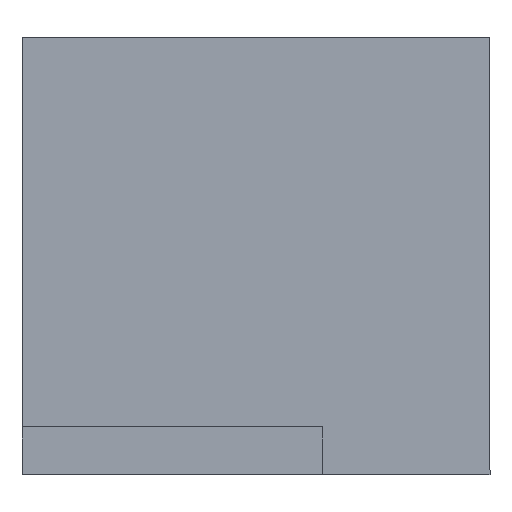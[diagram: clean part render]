
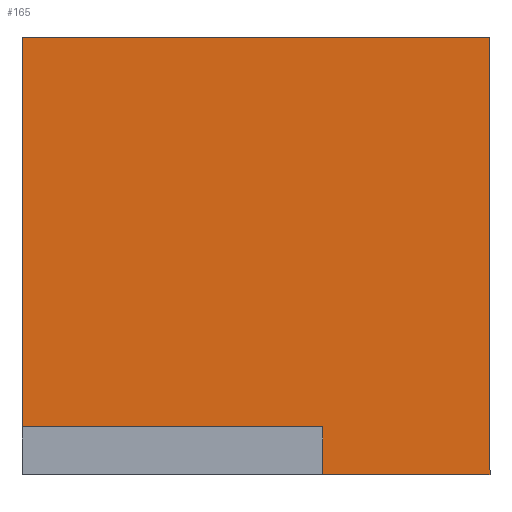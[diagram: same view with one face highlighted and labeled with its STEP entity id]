
A CAD part, front view. The second image highlights one B-rep face of the part: STEP entity #165.
In plain terms, the highlighted planar face has unit normal (0, -1, 0).
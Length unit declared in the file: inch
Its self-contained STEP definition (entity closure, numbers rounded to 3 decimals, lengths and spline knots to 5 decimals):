
#19=FACE_OUTER_BOUND('',#28,.T.);
#28=EDGE_LOOP('',(#128,#129,#130,#131,#132,#133));
#33=LINE('',#238,#54);
#42=LINE('',#257,#63);
#45=LINE('',#261,#66);
#46=LINE('',#265,#67);
#47=LINE('',#266,#68);
#48=LINE('',#267,#69);
#54=VECTOR('',#197,0.3937);
#63=VECTOR('',#210,0.3937);
#66=VECTOR('',#215,0.3937);
#67=VECTOR('',#218,0.3937);
#68=VECTOR('',#219,0.3937);
#69=VECTOR('',#220,0.3937);
#75=VERTEX_POINT('',#236);
#76=VERTEX_POINT('',#237);
#83=VERTEX_POINT('',#255);
#84=VERTEX_POINT('',#256);
#85=VERTEX_POINT('',#263);
#86=VERTEX_POINT('',#264);
#89=EDGE_CURVE('',#75,#76,#33,.F.);
#98=EDGE_CURVE('',#83,#84,#42,.T.);
#101=EDGE_CURVE('',#75,#83,#45,.T.);
#102=EDGE_CURVE('',#85,#86,#46,.T.);
#103=EDGE_CURVE('',#86,#76,#47,.T.);
#104=EDGE_CURVE('',#85,#84,#48,.T.);
#128=ORIENTED_EDGE('',*,*,#102,.T.);
#129=ORIENTED_EDGE('',*,*,#103,.T.);
#130=ORIENTED_EDGE('',*,*,#89,.F.);
#131=ORIENTED_EDGE('',*,*,#101,.T.);
#132=ORIENTED_EDGE('',*,*,#98,.T.);
#133=ORIENTED_EDGE('',*,*,#104,.F.);
#156=PLANE('',#188);
#165=ADVANCED_FACE('',(#19),#156,.T.);
#188=AXIS2_PLACEMENT_3D('',#262,#216,#217);
#197=DIRECTION('',(0.,0.,-1.));
#210=DIRECTION('',(0.,0.,-1.));
#215=DIRECTION('',(1.,0.,0.));
#216=DIRECTION('center_axis',(0.,-1.,0.));
#217=DIRECTION('ref_axis',(0.,0.,1.));
#218=DIRECTION('',(0.,0.,1.));
#219=DIRECTION('',(-1.,0.,0.));
#220=DIRECTION('',(-1.,0.,0.));
#236=CARTESIAN_POINT('',(57.75,-7.25,97.0625));
#237=CARTESIAN_POINT('',(57.75,-7.25,111.3125));
#238=CARTESIAN_POINT('',(57.75,-7.25,101.6875));
#255=CARTESIAN_POINT('',(68.75,-7.25,97.0625));
#256=CARTESIAN_POINT('',(68.75,-7.25,95.3125));
#257=CARTESIAN_POINT('',(68.75,-7.25,97.6875));
#261=CARTESIAN_POINT('',(183.,-7.25,97.0625));
#262=CARTESIAN_POINT('Origin',(297.25,-7.25,100.0625));
#263=CARTESIAN_POINT('',(74.875,-7.25,95.3125));
#264=CARTESIAN_POINT('',(74.875,-7.25,111.3125));
#265=CARTESIAN_POINT('',(74.875,-7.25,97.6875));
#266=CARTESIAN_POINT('',(297.25,-7.25,111.3125));
#267=CARTESIAN_POINT('',(189.25,-7.25,95.3125));
